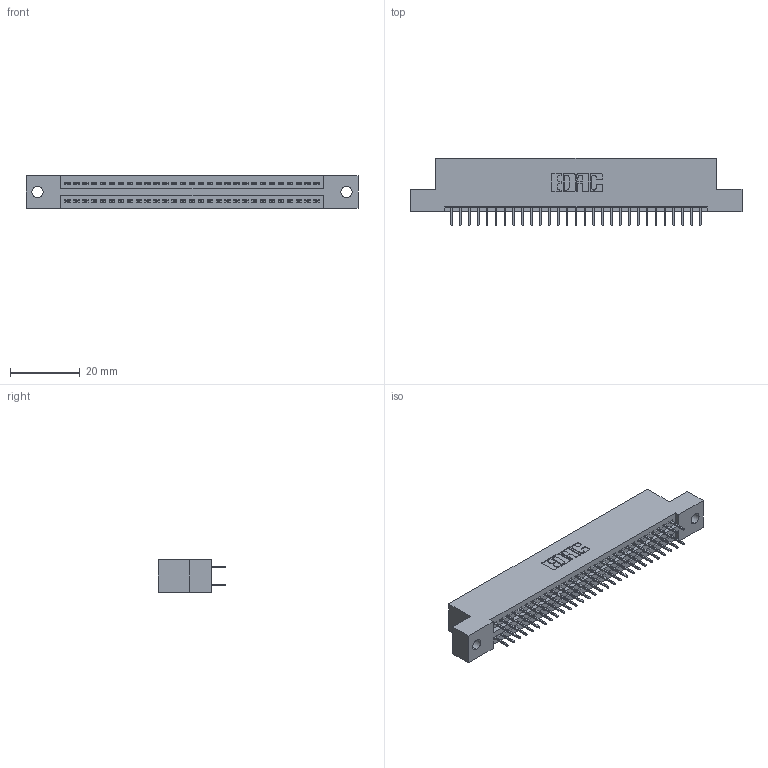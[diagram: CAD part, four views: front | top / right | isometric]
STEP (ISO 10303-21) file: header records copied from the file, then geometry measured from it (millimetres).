
FILE_DESCRIPTION (( 'STEP AP203' ), '1' );
FILE_NAME ('395-058-524-202.STEP', '2019-10-23T11:57:26', ( '' ), ( '' ), 'SwSTEP 2.0', 'SolidWorks 2016', '' );
FILE_SCHEMA (( 'CONFIG_CONTROL_DESIGN' ));
Length unit declared in the file: inch
Products named in the file (3): 395-058-524-202; 345 Part_Flush Mounting Lugs - 0.128 Dia; 345-292-001_345-293-124
Assembly tree (59 placements, depth 2):
  395-058-524-202
    345 Part_Flush Mounting Lugs - 0.128 Dia
    345-292-001_345-293-124  x58
Bounding box: 94.87 x 19.35 x 9.4 mm (x, y, z)
Volume: 8970.5 mm3; surface area: 12503.8 mm2
Topology: 59 solids, 59 shells, 3258 faces, 9215 edges, 5910 vertices
Faces by surface type: plane 2342, cylinder 916
Entity records: 24581 total; most frequent: CARTESIAN_POINT 4132, ORIENTED_EDGE 4066, DIRECTION 3661, EDGE_CURVE 2033, LINE 1789, VECTOR 1789, VERTEX_POINT 1350, AXIS2_PLACEMENT_3D 936
